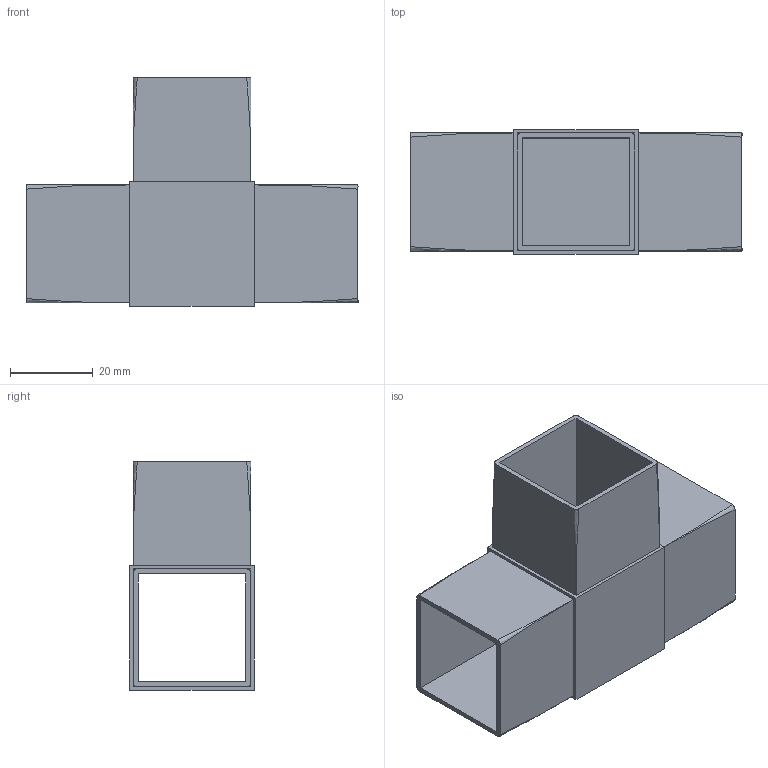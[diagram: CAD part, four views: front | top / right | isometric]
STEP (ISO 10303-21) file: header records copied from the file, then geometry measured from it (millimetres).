
FILE_DESCRIPTION (( 'STEP AP203' ), '1' );
FILE_NAME ('3D_GV1744_30x30x2_188711940.STEP', '2024-10-19T07:14:42', ( '' ), ( '' ), 'SwSTEP 2.0', 'SolidWorks 2024', '' );
FILE_SCHEMA (( 'CONFIG_CONTROL_DESIGN' ));
Length unit declared in the file: millimetre
Products named in the file (1): 3D_GV1744_30x30x2_188711940
Bounding box: 80 x 30 x 55 mm (x, y, z)
Volume: 15146.8 mm3; surface area: 22295.3 mm2
Topology: 1 solids, 1 shells, 40 faces, 108 edges, 60 vertices
Faces by surface type: plane 28, bspline 12
Entity records: 1593 total; most frequent: CARTESIAN_POINT 713, ORIENTED_EDGE 192, DIRECTION 118, EDGE_CURVE 96, VERTEX_POINT 60, LINE 60, VECTOR 60, EDGE_LOOP 46
